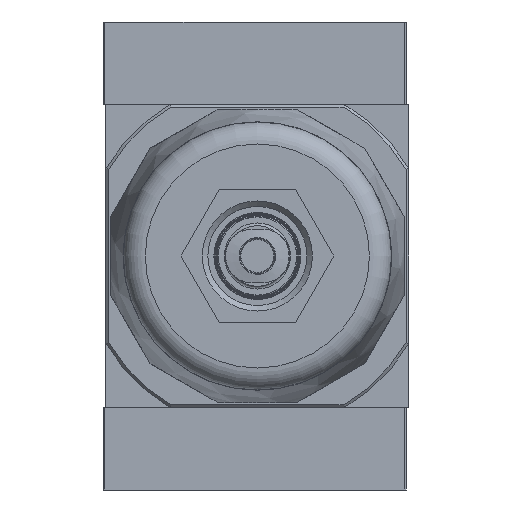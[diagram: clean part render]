
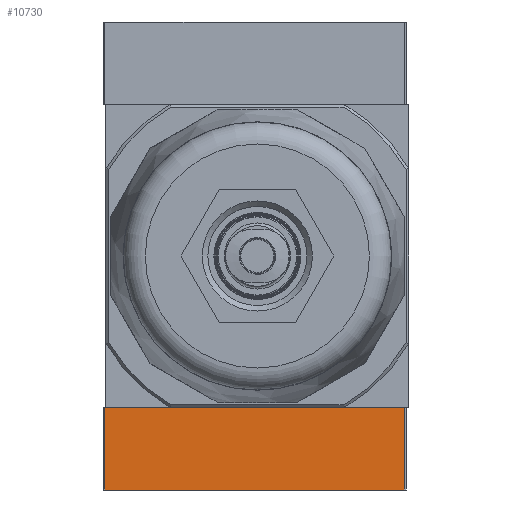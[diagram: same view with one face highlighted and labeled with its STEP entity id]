
A CAD part, front view. The second image highlights one B-rep face of the part: STEP entity #10730.
In plain terms, the highlighted face is planar.
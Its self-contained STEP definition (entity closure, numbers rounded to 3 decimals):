
#510=LINE('',#16924,#970);
#520=LINE('',#16976,#980);
#521=LINE('',#16980,#981);
#522=LINE('',#16982,#982);
#970=VECTOR('',#13400,1000.);
#980=VECTOR('',#13446,1000.);
#981=VECTOR('',#13451,1000.);
#982=VECTOR('',#13452,1000.);
#1311=PLANE('',#11565);
#3461=ORIENTED_EDGE('',*,*,#4977,.T.);
#3462=ORIENTED_EDGE('',*,*,#5005,.F.);
#3463=ORIENTED_EDGE('',*,*,#5006,.F.);
#3464=ORIENTED_EDGE('',*,*,#5003,.T.);
#4977=EDGE_CURVE('',#5890,#5889,#510,.T.);
#5003=EDGE_CURVE('',#5914,#5890,#520,.T.);
#5005=EDGE_CURVE('',#5915,#5889,#521,.T.);
#5006=EDGE_CURVE('',#5914,#5915,#522,.T.);
#5889=VERTEX_POINT('',#16923);
#5890=VERTEX_POINT('',#16925);
#5914=VERTEX_POINT('',#16977);
#5915=VERTEX_POINT('',#16981);
#6789=EDGE_LOOP('',(#3461,#3462,#3463,#3464));
#7477=FACE_BOUND('',#6789,.T.);
#10730=ADVANCED_FACE('',(#7477),#1311,.F.);
#11565=AXIS2_PLACEMENT_3D('',#16979,#13449,#13450);
#13400=DIRECTION('',(1.,0.,0.));
#13446=DIRECTION('',(0.,-1.,0.));
#13449=DIRECTION('',(0.,0.,-1.));
#13450=DIRECTION('',(-1.,0.,0.));
#13451=DIRECTION('',(0.,-1.,0.));
#13452=DIRECTION('',(1.,0.,0.));
#16923=CARTESIAN_POINT('',(27.2,0.,16.));
#16924=CARTESIAN_POINT('',(-27.2,0.,16.));
#16925=CARTESIAN_POINT('',(-27.2,0.,16.));
#16976=CARTESIAN_POINT('',(-27.2,15.,16.));
#16977=CARTESIAN_POINT('',(-27.2,15.,16.));
#16979=CARTESIAN_POINT('',(-27.2,15.,16.));
#16980=CARTESIAN_POINT('',(27.2,15.,16.));
#16981=CARTESIAN_POINT('',(27.2,15.,16.));
#16982=CARTESIAN_POINT('',(-27.2,15.,16.));
